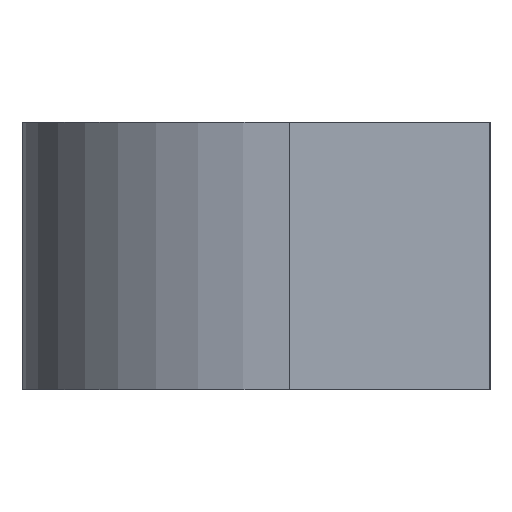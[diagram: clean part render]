
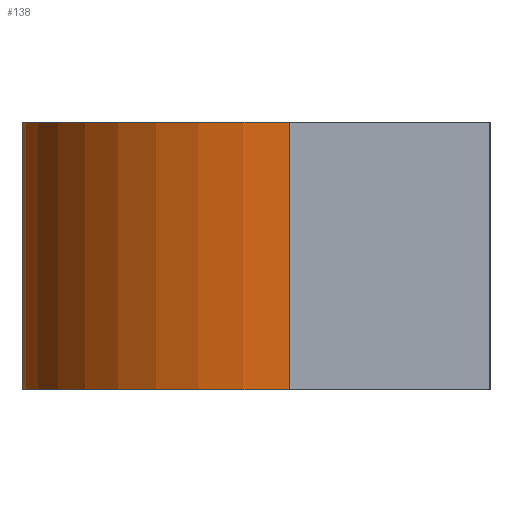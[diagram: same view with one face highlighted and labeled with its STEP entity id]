
A CAD part, left-side view. The second image highlights one B-rep face of the part: STEP entity #138.
In plain terms, the highlighted cylindrical face has radius 25.4 mm (diameter 50.8 mm), a partial arc.
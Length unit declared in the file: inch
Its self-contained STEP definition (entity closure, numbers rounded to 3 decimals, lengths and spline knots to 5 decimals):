
#94=CYLINDRICAL_SURFACE('',#316,1.);
#121=CIRCLE('',#306,1.);
#125=CIRCLE('',#311,1.);
#138=ADVANCED_FACE('',(#149),#94,.T.);
#149=FACE_OUTER_BOUND('',#174,.T.);
#174=EDGE_LOOP('',(#219,#220,#221,#222));
#219=ORIENTED_EDGE('',*,*,#261,.F.);
#220=ORIENTED_EDGE('',*,*,#257,.F.);
#221=ORIENTED_EDGE('',*,*,#265,.F.);
#222=ORIENTED_EDGE('',*,*,#243,.F.);
#223=VERTEX_POINT('',#382);
#225=VERTEX_POINT('',#385);
#235=VERTEX_POINT('',#413);
#236=VERTEX_POINT('',#415);
#243=EDGE_CURVE('',#223,#225,#267,.T.);
#257=EDGE_CURVE('',#235,#236,#277,.T.);
#261=EDGE_CURVE('',#236,#223,#121,.T.);
#265=EDGE_CURVE('',#225,#235,#125,.T.);
#267=LINE('',#384,#280);
#277=LINE('',#414,#290);
#280=VECTOR('',#320,1.);
#290=VECTOR('',#348,1.);
#306=AXIS2_PLACEMENT_3D('',#423,#358,#359);
#311=AXIS2_PLACEMENT_3D('',#431,#368,#369);
#316=AXIS2_PLACEMENT_3D('',#436,#378,#379);
#320=DIRECTION('',(0.,0.,-1.));
#348=DIRECTION('',(0.,0.,1.));
#358=DIRECTION('',(0.,0.,1.));
#359=DIRECTION('',(1.,0.,0.));
#368=DIRECTION('',(0.,0.,-1.));
#369=DIRECTION('',(1.,0.,0.));
#378=DIRECTION('',(0.,0.,-1.));
#379=DIRECTION('',(-1.,0.,0.));
#382=CARTESIAN_POINT('',(0.,0.75,1.));
#384=CARTESIAN_POINT('',(0.,0.75,1.));
#385=CARTESIAN_POINT('',(0.,0.75,0.));
#413=CARTESIAN_POINT('',(1.,1.75,0.));
#414=CARTESIAN_POINT('',(1.,1.75,1.));
#415=CARTESIAN_POINT('',(1.,1.75,1.));
#423=CARTESIAN_POINT('',(1.,0.75,1.));
#431=CARTESIAN_POINT('',(1.,0.75,0.));
#436=CARTESIAN_POINT('',(1.,0.75,1.));
